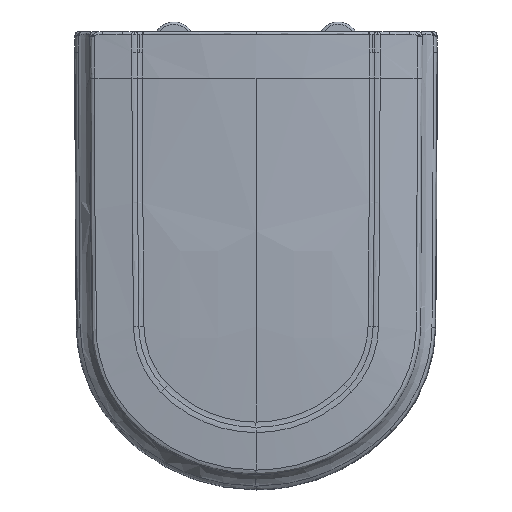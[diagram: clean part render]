
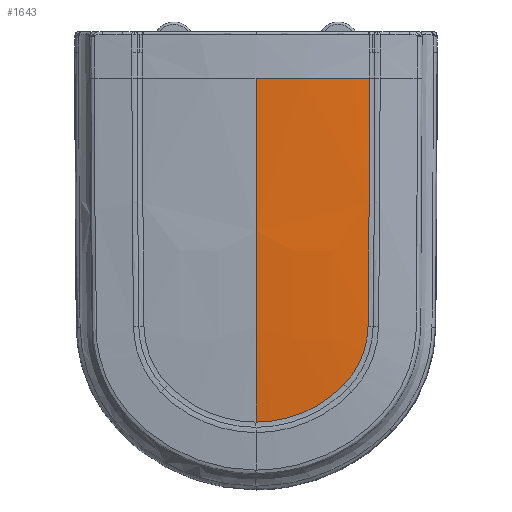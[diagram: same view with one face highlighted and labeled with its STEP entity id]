
A CAD part, top view. The second image highlights one B-rep face of the part: STEP entity #1643.
In plain terms, the highlighted free-form (B-spline) face has degree [3, 3] with [8, 4] control points.
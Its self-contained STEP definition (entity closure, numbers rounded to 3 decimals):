
#501=B_SPLINE_SURFACE_WITH_KNOTS('',3,3,((#22103,#22104,#22105,#22106),
(#22107,#22108,#22109,#22110),(#22111,#22112,#22113,#22114),(#22115,#22116,
#22117,#22118),(#22119,#22120,#22121,#22122),(#22123,#22124,#22125,#22126),
(#22127,#22128,#22129,#22130),(#22131,#22132,#22133,#22134)),
 .UNSPECIFIED.,.F.,.F.,.F.,(4,2,2,4),(4,4),(0.,0.25,0.5,
1.),(0.,1.),.UNSPECIFIED.);
#971=FACE_OUTER_BOUND('',#3924,.T.);
#1643=ADVANCED_FACE('',(#971),#501,.F.);
#2280=B_SPLINE_CURVE_WITH_KNOTS('',3,(#11851,#11852,#11853,#11854),
 .UNSPECIFIED.,.F.,.F.,(4,4),(0.,1.),.UNSPECIFIED.);
#2281=B_SPLINE_CURVE_WITH_KNOTS('',3,(#11856,#11857,#11858,#11859),
 .UNSPECIFIED.,.F.,.F.,(4,4),(0.,1.),.UNSPECIFIED.);
#2282=B_SPLINE_CURVE_WITH_KNOTS('',3,(#11861,#11862,#11863,#11864),
 .UNSPECIFIED.,.F.,.F.,(4,4),(0.,1.),.UNSPECIFIED.);
#2356=B_SPLINE_CURVE_WITH_KNOTS('',3,(#13693,#13694,#13695,#13696,#13697,
#13698,#13699,#13700),.UNSPECIFIED.,.F.,.F.,(4,2,2,4),(0.,0.503,
0.754,1.),.UNSPECIFIED.);
#2578=B_SPLINE_CURVE_WITH_KNOTS('',3,(#21734,#21735,#21736,#21737,#21738,
#21739,#21740,#21741),.UNSPECIFIED.,.F.,.F.,(4,2,2,4),(0.,0.25,0.5,1.),
 .UNSPECIFIED.);
#2580=B_SPLINE_CURVE_WITH_KNOTS('',3,(#21779,#21780,#21781,#21782,#21783,
#21784,#21785,#21786),.UNSPECIFIED.,.F.,.F.,(4,2,2,4),(0.,0.5,0.75,1.),
 .UNSPECIFIED.);
#2581=B_SPLINE_CURVE_WITH_KNOTS('',3,(#21840,#21841,#21842,#21843,#21844,
#21845,#21846,#21847,#21848,#21849),.UNSPECIFIED.,.F.,.F.,(4,2,2,2,4),(0.,
0.25,0.5,0.75,1.),.UNSPECIFIED.);
#3924=EDGE_LOOP('',(#5329,#5330,#5331,#5332,#5333,#5334,#5335));
#5329=ORIENTED_EDGE('',*,*,#9333,.T.);
#5330=ORIENTED_EDGE('',*,*,#9330,.T.);
#5331=ORIENTED_EDGE('',*,*,#8933,.F.);
#5332=ORIENTED_EDGE('',*,*,#8932,.F.);
#5333=ORIENTED_EDGE('',*,*,#8931,.F.);
#5334=ORIENTED_EDGE('',*,*,#9023,.T.);
#5335=ORIENTED_EDGE('',*,*,#9336,.T.);
#7908=VERTEX_POINT('',#11850);
#7909=VERTEX_POINT('',#11855);
#7910=VERTEX_POINT('',#11860);
#7911=VERTEX_POINT('',#11865);
#7979=VERTEX_POINT('',#13437);
#8154=VERTEX_POINT('',#21742);
#8156=VERTEX_POINT('',#21787);
#8931=EDGE_CURVE('',#7908,#7909,#2280,.T.);
#8932=EDGE_CURVE('',#7909,#7910,#2281,.T.);
#8933=EDGE_CURVE('',#7910,#7911,#2282,.T.);
#9023=EDGE_CURVE('',#7908,#7979,#2356,.T.);
#9330=EDGE_CURVE('',#8154,#7911,#2578,.T.);
#9333=EDGE_CURVE('',#8156,#8154,#2580,.T.);
#9336=EDGE_CURVE('',#7979,#8156,#2581,.T.);
#11850=CARTESIAN_POINT('',(0.,-27.,66.3));
#11851=CARTESIAN_POINT('',(0.,-27.,66.3));
#11852=CARTESIAN_POINT('',(16.09,-27.,66.3));
#11853=CARTESIAN_POINT('',(32.179,-27.,65.869));
#11854=CARTESIAN_POINT('',(48.246,-27.,65.008));
#11855=CARTESIAN_POINT('',(48.246,-27.,65.007));
#11856=CARTESIAN_POINT('',(48.246,-27.,65.008));
#11857=CARTESIAN_POINT('',(65.684,-27.,64.074));
#11858=CARTESIAN_POINT('',(83.096,-27.,62.632));
#11859=CARTESIAN_POINT('',(100.45,-27.,60.686));
#11860=CARTESIAN_POINT('',(100.45,-27.,60.686));
#11861=CARTESIAN_POINT('',(100.45,-27.,60.686));
#11862=CARTESIAN_POINT('',(106.419,-27.,60.017));
#11863=CARTESIAN_POINT('',(112.381,-27.,59.288));
#11864=CARTESIAN_POINT('',(118.335,-27.,58.5));
#11865=CARTESIAN_POINT('',(118.335,-27.,58.5));
#13437=CARTESIAN_POINT('',(0.,-385.316,49.147));
#13693=CARTESIAN_POINT('',(0.,-27.,66.3));
#13694=CARTESIAN_POINT('',(0.,-87.136,66.3));
#13695=CARTESIAN_POINT('',(0.,-147.32,64.771));
#13696=CARTESIAN_POINT('',(0.,-237.488,60.381));
#13697=CARTESIAN_POINT('',(0.,-267.527,58.568));
#13698=CARTESIAN_POINT('',(0.,-326.823,54.33));
#13699=CARTESIAN_POINT('',(0.,-356.073,51.942));
#13700=CARTESIAN_POINT('',(0.,-385.316,49.147));
#21734=CARTESIAN_POINT('',(116.695,-285.375,52.31));
#21735=CARTESIAN_POINT('',(116.944,-263.929,53.414));
#21736=CARTESIAN_POINT('',(117.164,-242.453,54.287));
#21737=CARTESIAN_POINT('',(117.549,-199.455,55.797));
#21738=CARTESIAN_POINT('',(117.714,-177.933,56.44));
#21739=CARTESIAN_POINT('',(118.125,-113.318,57.981));
#21740=CARTESIAN_POINT('',(118.287,-70.173,58.506));
#21741=CARTESIAN_POINT('',(118.335,-27.,58.5));
#21742=CARTESIAN_POINT('',(116.695,-285.375,52.31));
#21779=CARTESIAN_POINT('',(91.617,-346.418,50.102));
#21780=CARTESIAN_POINT('',(99.447,-338.307,50.301));
#21781=CARTESIAN_POINT('',(105.681,-328.779,50.571));
#21782=CARTESIAN_POINT('',(112.128,-313.11,51.109));
#21783=CARTESIAN_POINT('',(113.758,-307.761,51.307));
#21784=CARTESIAN_POINT('',(116.015,-296.732,51.762));
#21785=CARTESIAN_POINT('',(116.628,-291.055,52.018));
#21786=CARTESIAN_POINT('',(116.695,-285.375,52.31));
#21787=CARTESIAN_POINT('',(91.617,-346.419,50.104));
#21840=CARTESIAN_POINT('',(0.,-385.316,49.147));
#21841=CARTESIAN_POINT('',(8.552,-385.316,49.147));
#21842=CARTESIAN_POINT('',(17.004,-384.467,49.163));
#21843=CARTESIAN_POINT('',(33.803,-381.048,49.236));
#21844=CARTESIAN_POINT('',(41.975,-378.505,49.294));
#21845=CARTESIAN_POINT('',(57.682,-371.827,49.457));
#21846=CARTESIAN_POINT('',(65.096,-367.758,49.561));
#21847=CARTESIAN_POINT('',(79.194,-358.063,49.81));
#21848=CARTESIAN_POINT('',(85.684,-352.564,49.951));
#21849=CARTESIAN_POINT('',(91.617,-346.418,50.102));
#22103=CARTESIAN_POINT('',(0.,-387.46,48.941));
#22104=CARTESIAN_POINT('',(39.745,-387.46,48.941));
#22105=CARTESIAN_POINT('',(79.627,-387.166,47.546));
#22106=CARTESIAN_POINT('',(119.074,-386.58,44.699));
#22107=CARTESIAN_POINT('',(0.,-357.503,51.825));
#22108=CARTESIAN_POINT('',(39.751,-357.503,51.824));
#22109=CARTESIAN_POINT('',(79.632,-357.237,50.645));
#22110=CARTESIAN_POINT('',(119.076,-356.708,47.55));
#22111=CARTESIAN_POINT('',(0.,-327.538,54.279));
#22112=CARTESIAN_POINT('',(39.753,-327.538,54.279));
#22113=CARTESIAN_POINT('',(79.63,-327.303,53.156));
#22114=CARTESIAN_POINT('',(119.076,-326.831,49.786));
#22115=CARTESIAN_POINT('',(0.,-267.527,58.568));
#22116=CARTESIAN_POINT('',(39.745,-267.527,58.568));
#22117=CARTESIAN_POINT('',(79.612,-267.348,57.115));
#22118=CARTESIAN_POINT('',(119.065,-266.983,53.137));
#22119=CARTESIAN_POINT('',(0.,-237.488,60.381));
#22120=CARTESIAN_POINT('',(39.737,-237.488,60.381));
#22121=CARTESIAN_POINT('',(79.598,-237.332,58.617));
#22122=CARTESIAN_POINT('',(119.057,-237.016,54.328));
#22123=CARTESIAN_POINT('',(0.,-147.32,64.771));
#22124=CARTESIAN_POINT('',(39.721,-147.32,64.771));
#22125=CARTESIAN_POINT('',(79.574,-147.232,62.36));
#22126=CARTESIAN_POINT('',(119.043,-147.059,57.351));
#22127=CARTESIAN_POINT('',(0.,-87.136,66.3));
#22128=CARTESIAN_POINT('',(39.716,-87.136,66.299));
#22129=CARTESIAN_POINT('',(79.57,-87.095,63.664));
#22130=CARTESIAN_POINT('',(119.041,-87.01,58.406));
#22131=CARTESIAN_POINT('',(0.,-27.,66.3));
#22132=CARTESIAN_POINT('',(39.716,-27.,66.3));
#22133=CARTESIAN_POINT('',(79.57,-27.,63.664));
#22134=CARTESIAN_POINT('',(119.041,-27.,58.406));
